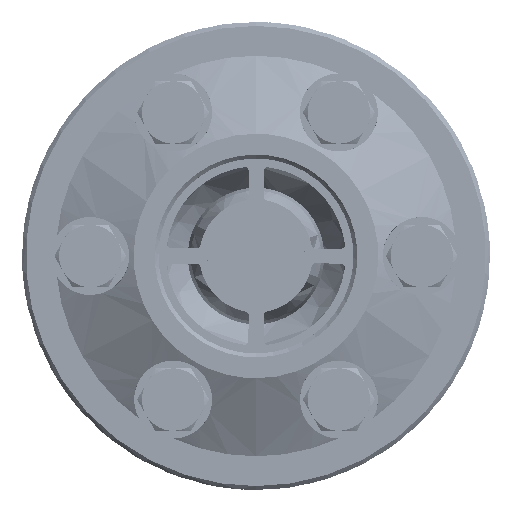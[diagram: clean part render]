
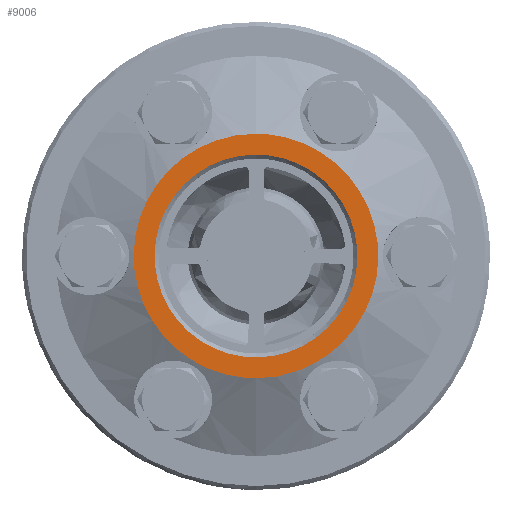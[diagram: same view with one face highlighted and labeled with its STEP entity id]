
A CAD part, left-side view. The second image highlights one B-rep face of the part: STEP entity #9006.
In plain terms, the highlighted free-form (B-spline) face has degree [1, 1] with [2, 2] control points.
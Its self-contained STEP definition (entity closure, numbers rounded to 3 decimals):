
#8294 = VERTEX_POINT('',#8295);
#8295 = CARTESIAN_POINT('',(-191.891,100.168,
    100.246));
#8300 = EDGE_CURVE('',#8301,#8294,#8303,.T.);
#8301 = VERTEX_POINT('',#8302);
#8302 = CARTESIAN_POINT('',(-191.891,100.168,
    188.786));
#8303 = ( BOUNDED_CURVE() B_SPLINE_CURVE(2,(#8304,#8305,#8306,#8307,
#8308),.UNSPECIFIED.,.F.,.F.) B_SPLINE_CURVE_WITH_KNOTS((3,2,3),(0.,
1.571,3.142),.PIECEWISE_BEZIER_KNOTS.) CURVE() 
GEOMETRIC_REPRESENTATION_ITEM() RATIONAL_B_SPLINE_CURVE((1.,
0.707,1.,0.707,1.)) REPRESENTATION_ITEM('') );
#8304 = CARTESIAN_POINT('',(-191.891,100.168,
    188.786));
#8305 = CARTESIAN_POINT('',(-191.891,144.438,
    188.786));
#8306 = CARTESIAN_POINT('',(-191.891,144.438,
    144.516));
#8307 = CARTESIAN_POINT('',(-191.891,144.438,
    100.246));
#8308 = CARTESIAN_POINT('',(-191.891,100.168,
    100.246));
#8537 = VERTEX_POINT('',#8538);
#8538 = CARTESIAN_POINT('',(-191.891,100.168,
    181.232));
#8543 = EDGE_CURVE('',#8544,#8537,#8546,.T.);
#8544 = VERTEX_POINT('',#8545);
#8545 = CARTESIAN_POINT('',(-191.891,100.168,
    107.801));
#8546 = ( BOUNDED_CURVE() B_SPLINE_CURVE(2,(#8547,#8548,#8549,#8550,
#8551),.UNSPECIFIED.,.F.,.F.) B_SPLINE_CURVE_WITH_KNOTS((3,2,3),(
    3.142,4.712,6.283),
.PIECEWISE_BEZIER_KNOTS.) CURVE() GEOMETRIC_REPRESENTATION_ITEM() 
RATIONAL_B_SPLINE_CURVE((1.,0.707,1.,0.707,1.)) 
REPRESENTATION_ITEM('') );
#8547 = CARTESIAN_POINT('',(-191.891,100.168,
    107.801));
#8548 = CARTESIAN_POINT('',(-191.891,63.452,
    107.801));
#8549 = CARTESIAN_POINT('',(-191.891,63.452,
    144.516));
#8550 = CARTESIAN_POINT('',(-191.891,63.452,
    181.232));
#8551 = CARTESIAN_POINT('',(-191.891,100.168,
    181.232));
#8573 = EDGE_CURVE('',#8537,#8544,#8574,.T.);
#8574 = ( BOUNDED_CURVE() B_SPLINE_CURVE(2,(#8575,#8576,#8577,#8578,
#8579),.UNSPECIFIED.,.F.,.F.) B_SPLINE_CURVE_WITH_KNOTS((3,2,3),(0.,
1.571,3.142),.PIECEWISE_BEZIER_KNOTS.) CURVE() 
GEOMETRIC_REPRESENTATION_ITEM() RATIONAL_B_SPLINE_CURVE((1.,
0.707,1.,0.707,1.)) REPRESENTATION_ITEM('') );
#8575 = CARTESIAN_POINT('',(-191.891,100.168,
    181.232));
#8576 = CARTESIAN_POINT('',(-191.891,136.883,
    181.232));
#8577 = CARTESIAN_POINT('',(-191.891,136.883,
    144.516));
#8578 = CARTESIAN_POINT('',(-191.891,136.883,
    107.801));
#8579 = CARTESIAN_POINT('',(-191.891,100.168,
    107.801));
#8988 = EDGE_CURVE('',#8294,#8301,#8989,.T.);
#8989 = ( BOUNDED_CURVE() B_SPLINE_CURVE(2,(#8990,#8991,#8992,#8993,
#8994),.UNSPECIFIED.,.F.,.F.) B_SPLINE_CURVE_WITH_KNOTS((3,2,3),(
    3.142,4.712,6.283),
.PIECEWISE_BEZIER_KNOTS.) CURVE() GEOMETRIC_REPRESENTATION_ITEM() 
RATIONAL_B_SPLINE_CURVE((1.,0.707,1.,0.707,1.)) 
REPRESENTATION_ITEM('') );
#8990 = CARTESIAN_POINT('',(-191.891,100.168,
    100.246));
#8991 = CARTESIAN_POINT('',(-191.891,55.897,
    100.246));
#8992 = CARTESIAN_POINT('',(-191.891,55.897,
    144.516));
#8993 = CARTESIAN_POINT('',(-191.891,55.897,
    188.786));
#8994 = CARTESIAN_POINT('',(-191.891,100.168,
    188.786));
#9006 = ADVANCED_FACE('',(#9007,#9011),#9015,.T.);
#9007 = FACE_BOUND('',#9008,.T.);
#9008 = EDGE_LOOP('',(#9009,#9010));
#9009 = ORIENTED_EDGE('',*,*,#8300,.T.);
#9010 = ORIENTED_EDGE('',*,*,#8988,.T.);
#9011 = FACE_BOUND('',#9012,.T.);
#9012 = EDGE_LOOP('',(#9013,#9014));
#9013 = ORIENTED_EDGE('',*,*,#8573,.F.);
#9014 = ORIENTED_EDGE('',*,*,#8543,.F.);
#9015 = B_SPLINE_SURFACE_WITH_KNOTS('',1,1,(
    (#9016,#9017)
    ,(#9018,#9019
  )),.UNSPECIFIED.,.F.,.F.,.F.,(2,2),(2,2),(-31.35,31.35),(-31.35,31.35)
  ,.PIECEWISE_BEZIER_KNOTS.);
#9016 = CARTESIAN_POINT('',(-191.891,55.897,
    100.246));
#9017 = CARTESIAN_POINT('',(-191.891,144.438,
    100.246));
#9018 = CARTESIAN_POINT('',(-191.891,55.897,
    188.786));
#9019 = CARTESIAN_POINT('',(-191.891,144.438,
    188.786));
